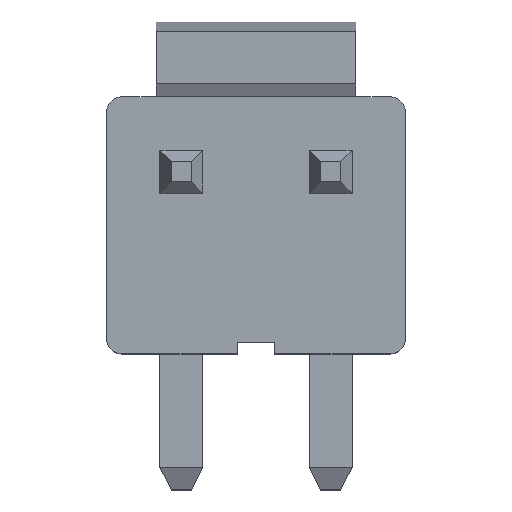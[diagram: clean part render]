
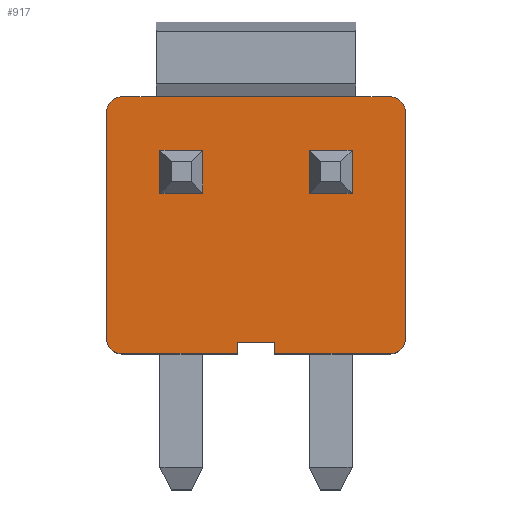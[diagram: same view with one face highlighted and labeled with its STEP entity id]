
A CAD part, top view. The second image highlights one B-rep face of the part: STEP entity #917.
In plain terms, the highlighted planar face has unit normal (0, 0, 1).
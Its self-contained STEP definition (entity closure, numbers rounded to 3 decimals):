
#643 = VERTEX_POINT('',#644);
#644 = CARTESIAN_POINT('',(5.94,6.42,6.4));
#650 = EDGE_CURVE('',#651,#643,#653,.T.);
#651 = VERTEX_POINT('',#652);
#652 = CARTESIAN_POINT('',(5.94,0.4,6.4));
#653 = LINE('',#654,#655);
#654 = CARTESIAN_POINT('',(5.94,0.,6.4));
#655 = VECTOR('',#656,1.);
#656 = DIRECTION('',(0.,1.,0.));
#873 = VERTEX_POINT('',#874);
#874 = CARTESIAN_POINT('',(5.54,0.,6.4));
#880 = EDGE_CURVE('',#651,#873,#881,.T.);
#881 = CIRCLE('',#882,0.4);
#882 = AXIS2_PLACEMENT_3D('',#883,#884,#885);
#883 = CARTESIAN_POINT('',(5.54,0.4,6.4));
#884 = DIRECTION('',(-0.,0.,-1.));
#885 = DIRECTION('',(0.,-1.,0.));
#898 = VERTEX_POINT('',#899);
#899 = CARTESIAN_POINT('',(5.54,6.82,6.4));
#905 = EDGE_CURVE('',#643,#898,#906,.T.);
#906 = CIRCLE('',#907,0.4);
#907 = AXIS2_PLACEMENT_3D('',#908,#909,#910);
#908 = CARTESIAN_POINT('',(5.54,6.42,6.4));
#909 = DIRECTION('',(-0.,0.,1.));
#910 = DIRECTION('',(0.,-1.,0.));
#917 = ADVANCED_FACE('',(#918,#1011,#1045),#1079,.T.);
#918 = FACE_BOUND('',#919,.T.);
#919 = EDGE_LOOP('',(#920,#921,#922,#923,#931,#939,#947,#956,#964,#973,
    #981,#989,#997,#1005));
#920 = ORIENTED_EDGE('',*,*,#880,.F.);
#921 = ORIENTED_EDGE('',*,*,#650,.T.);
#922 = ORIENTED_EDGE('',*,*,#905,.T.);
#923 = ORIENTED_EDGE('',*,*,#924,.T.);
#924 = EDGE_CURVE('',#898,#925,#927,.T.);
#925 = VERTEX_POINT('',#926);
#926 = CARTESIAN_POINT('',(4.63,6.82,6.4));
#927 = LINE('',#928,#929);
#928 = CARTESIAN_POINT('',(5.94,6.82,6.4));
#929 = VECTOR('',#930,1.);
#930 = DIRECTION('',(-1.,0.,0.));
#931 = ORIENTED_EDGE('',*,*,#932,.T.);
#932 = EDGE_CURVE('',#925,#933,#935,.T.);
#933 = VERTEX_POINT('',#934);
#934 = CARTESIAN_POINT('',(-0.67,6.82,6.4));
#935 = LINE('',#936,#937);
#936 = CARTESIAN_POINT('',(5.94,6.82,6.4));
#937 = VECTOR('',#938,1.);
#938 = DIRECTION('',(-1.,0.,0.));
#939 = ORIENTED_EDGE('',*,*,#940,.T.);
#940 = EDGE_CURVE('',#933,#941,#943,.T.);
#941 = VERTEX_POINT('',#942);
#942 = CARTESIAN_POINT('',(-1.58,6.82,6.4));
#943 = LINE('',#944,#945);
#944 = CARTESIAN_POINT('',(5.94,6.82,6.4));
#945 = VECTOR('',#946,1.);
#946 = DIRECTION('',(-1.,0.,0.));
#947 = ORIENTED_EDGE('',*,*,#948,.F.);
#948 = EDGE_CURVE('',#949,#941,#951,.T.);
#949 = VERTEX_POINT('',#950);
#950 = CARTESIAN_POINT('',(-1.98,6.42,6.4));
#951 = CIRCLE('',#952,0.4);
#952 = AXIS2_PLACEMENT_3D('',#953,#954,#955);
#953 = CARTESIAN_POINT('',(-1.58,6.42,6.4));
#954 = DIRECTION('',(0.,0.,-1.));
#955 = DIRECTION('',(0.,1.,0.));
#956 = ORIENTED_EDGE('',*,*,#957,.F.);
#957 = EDGE_CURVE('',#958,#949,#960,.T.);
#958 = VERTEX_POINT('',#959);
#959 = CARTESIAN_POINT('',(-1.98,0.4,6.4));
#960 = LINE('',#961,#962);
#961 = CARTESIAN_POINT('',(-1.98,0.,6.4));
#962 = VECTOR('',#963,1.);
#963 = DIRECTION('',(0.,1.,0.));
#964 = ORIENTED_EDGE('',*,*,#965,.T.);
#965 = EDGE_CURVE('',#958,#966,#968,.T.);
#966 = VERTEX_POINT('',#967);
#967 = CARTESIAN_POINT('',(-1.58,0.,6.4));
#968 = CIRCLE('',#969,0.4);
#969 = AXIS2_PLACEMENT_3D('',#970,#971,#972);
#970 = CARTESIAN_POINT('',(-1.58,0.4,6.4));
#971 = DIRECTION('',(0.,0.,1.));
#972 = DIRECTION('',(0.,1.,0.));
#973 = ORIENTED_EDGE('',*,*,#974,.F.);
#974 = EDGE_CURVE('',#975,#966,#977,.T.);
#975 = VERTEX_POINT('',#976);
#976 = CARTESIAN_POINT('',(1.48,0.,6.4));
#977 = LINE('',#978,#979);
#978 = CARTESIAN_POINT('',(5.94,0.,6.4));
#979 = VECTOR('',#980,1.);
#980 = DIRECTION('',(-1.,0.,0.));
#981 = ORIENTED_EDGE('',*,*,#982,.T.);
#982 = EDGE_CURVE('',#975,#983,#985,.T.);
#983 = VERTEX_POINT('',#984);
#984 = CARTESIAN_POINT('',(1.48,0.3,6.4));
#985 = LINE('',#986,#987);
#986 = CARTESIAN_POINT('',(1.48,0.,6.4));
#987 = VECTOR('',#988,1.);
#988 = DIRECTION('',(0.,1.,0.));
#989 = ORIENTED_EDGE('',*,*,#990,.T.);
#990 = EDGE_CURVE('',#983,#991,#993,.T.);
#991 = VERTEX_POINT('',#992);
#992 = CARTESIAN_POINT('',(2.48,0.3,6.4));
#993 = LINE('',#994,#995);
#994 = CARTESIAN_POINT('',(1.48,0.3,6.4));
#995 = VECTOR('',#996,1.);
#996 = DIRECTION('',(1.,0.,0.));
#997 = ORIENTED_EDGE('',*,*,#998,.T.);
#998 = EDGE_CURVE('',#991,#999,#1001,.T.);
#999 = VERTEX_POINT('',#1000);
#1000 = CARTESIAN_POINT('',(2.48,0.,6.4));
#1001 = LINE('',#1002,#1003);
#1002 = CARTESIAN_POINT('',(2.48,0.3,6.4));
#1003 = VECTOR('',#1004,1.);
#1004 = DIRECTION('',(-0.,-1.,0.));
#1005 = ORIENTED_EDGE('',*,*,#1006,.F.);
#1006 = EDGE_CURVE('',#873,#999,#1007,.T.);
#1007 = LINE('',#1008,#1009);
#1008 = CARTESIAN_POINT('',(5.94,0.,6.4));
#1009 = VECTOR('',#1010,1.);
#1010 = DIRECTION('',(-1.,0.,0.));
#1011 = FACE_BOUND('',#1012,.T.);
#1012 = EDGE_LOOP('',(#1013,#1023,#1031,#1039));
#1013 = ORIENTED_EDGE('',*,*,#1014,.T.);
#1014 = EDGE_CURVE('',#1015,#1017,#1019,.T.);
#1015 = VERTEX_POINT('',#1016);
#1016 = CARTESIAN_POINT('',(3.39,5.39,6.4));
#1017 = VERTEX_POINT('',#1018);
#1018 = CARTESIAN_POINT('',(4.53,5.39,6.4));
#1019 = LINE('',#1020,#1021);
#1020 = CARTESIAN_POINT('',(5.235,5.39,6.4));
#1021 = VECTOR('',#1022,1.);
#1022 = DIRECTION('',(1.,0.,0.));
#1023 = ORIENTED_EDGE('',*,*,#1024,.T.);
#1024 = EDGE_CURVE('',#1017,#1025,#1027,.T.);
#1025 = VERTEX_POINT('',#1026);
#1026 = CARTESIAN_POINT('',(4.53,4.25,6.4));
#1027 = LINE('',#1028,#1029);
#1028 = CARTESIAN_POINT('',(4.53,2.125,6.4));
#1029 = VECTOR('',#1030,1.);
#1030 = DIRECTION('',(0.,-1.,0.));
#1031 = ORIENTED_EDGE('',*,*,#1032,.T.);
#1032 = EDGE_CURVE('',#1025,#1033,#1035,.T.);
#1033 = VERTEX_POINT('',#1034);
#1034 = CARTESIAN_POINT('',(3.39,4.25,6.4));
#1035 = LINE('',#1036,#1037);
#1036 = CARTESIAN_POINT('',(4.665,4.25,6.4));
#1037 = VECTOR('',#1038,1.);
#1038 = DIRECTION('',(-1.,0.,0.));
#1039 = ORIENTED_EDGE('',*,*,#1040,.T.);
#1040 = EDGE_CURVE('',#1033,#1015,#1041,.T.);
#1041 = LINE('',#1042,#1043);
#1042 = CARTESIAN_POINT('',(3.39,2.695,6.4));
#1043 = VECTOR('',#1044,1.);
#1044 = DIRECTION('',(0.,1.,0.));
#1045 = FACE_BOUND('',#1046,.T.);
#1046 = EDGE_LOOP('',(#1047,#1057,#1065,#1073));
#1047 = ORIENTED_EDGE('',*,*,#1048,.T.);
#1048 = EDGE_CURVE('',#1049,#1051,#1053,.T.);
#1049 = VERTEX_POINT('',#1050);
#1050 = CARTESIAN_POINT('',(-0.57,5.39,6.4));
#1051 = VERTEX_POINT('',#1052);
#1052 = CARTESIAN_POINT('',(0.57,5.39,6.4));
#1053 = LINE('',#1054,#1055);
#1054 = CARTESIAN_POINT('',(3.255,5.39,6.4));
#1055 = VECTOR('',#1056,1.);
#1056 = DIRECTION('',(1.,0.,0.));
#1057 = ORIENTED_EDGE('',*,*,#1058,.T.);
#1058 = EDGE_CURVE('',#1051,#1059,#1061,.T.);
#1059 = VERTEX_POINT('',#1060);
#1060 = CARTESIAN_POINT('',(0.57,4.25,6.4));
#1061 = LINE('',#1062,#1063);
#1062 = CARTESIAN_POINT('',(0.57,2.125,6.4));
#1063 = VECTOR('',#1064,1.);
#1064 = DIRECTION('',(0.,-1.,0.));
#1065 = ORIENTED_EDGE('',*,*,#1066,.T.);
#1066 = EDGE_CURVE('',#1059,#1067,#1069,.T.);
#1067 = VERTEX_POINT('',#1068);
#1068 = CARTESIAN_POINT('',(-0.57,4.25,6.4));
#1069 = LINE('',#1070,#1071);
#1070 = CARTESIAN_POINT('',(2.685,4.25,6.4));
#1071 = VECTOR('',#1072,1.);
#1072 = DIRECTION('',(-1.,0.,0.));
#1073 = ORIENTED_EDGE('',*,*,#1074,.T.);
#1074 = EDGE_CURVE('',#1067,#1049,#1075,.T.);
#1075 = LINE('',#1076,#1077);
#1076 = CARTESIAN_POINT('',(-0.57,2.695,6.4));
#1077 = VECTOR('',#1078,1.);
#1078 = DIRECTION('',(0.,1.,0.));
#1079 = PLANE('',#1080);
#1080 = AXIS2_PLACEMENT_3D('',#1081,#1082,#1083);
#1081 = CARTESIAN_POINT('',(5.94,0.,6.4));
#1082 = DIRECTION('',(0.,0.,1.));
#1083 = DIRECTION('',(-1.,0.,0.));
